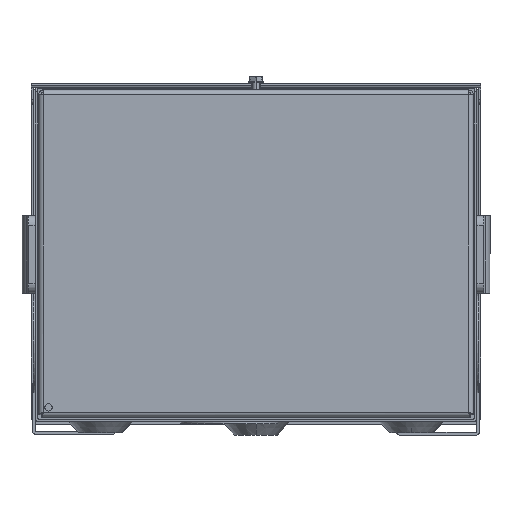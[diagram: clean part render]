
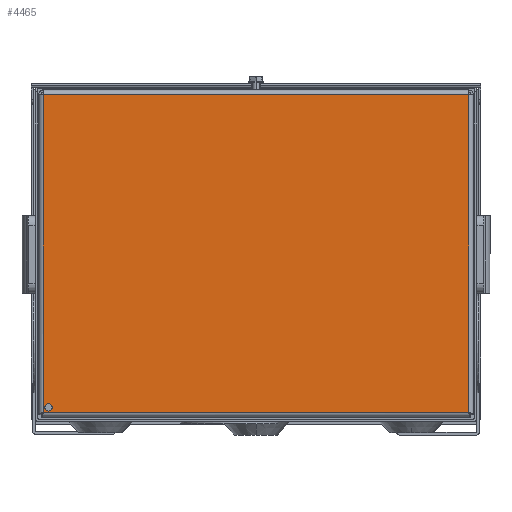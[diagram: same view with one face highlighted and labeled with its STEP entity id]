
A CAD part, front view. The second image highlights one B-rep face of the part: STEP entity #4465.
In plain terms, the highlighted planar face has unit normal (0, -1, 0).
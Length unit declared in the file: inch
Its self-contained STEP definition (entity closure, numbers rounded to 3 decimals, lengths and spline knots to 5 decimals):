
#125 = DIRECTION ( 'NONE',  ( 0., 1., 0. ) ) ;
#193 = CARTESIAN_POINT ( 'NONE',  ( -5.3478, -15.4973, 0.37172 ) ) ;
#194 = VERTEX_POINT ( 'NONE', #10258 ) ;
#240 = VECTOR ( 'NONE', #8728, 39.37008 ) ;
#547 = VERTEX_POINT ( 'NONE', #1123 ) ;
#1123 = CARTESIAN_POINT ( 'NONE',  ( -5.3478, -15.4973, 0.27797 ) ) ;
#1167 = VECTOR ( 'NONE', #4573, 39.37008 ) ;
#1181 = CARTESIAN_POINT ( 'NONE',  ( -5.4782, -15.4973, 0.24132 ) ) ;
#1272 = ORIENTED_EDGE ( 'NONE', *, *, #7908, .T. ) ;
#1509 = EDGE_CURVE ( 'NONE', #5185, #547, #2210, .T. ) ;
#1582 = PLANE ( 'NONE',  #2113 ) ;
#1657 = ORIENTED_EDGE ( 'NONE', *, *, #1509, .T. ) ;
#1817 = CARTESIAN_POINT ( 'NONE',  ( 5.4782, -15.4973, 8.49132 ) ) ;
#2113 = AXIS2_PLACEMENT_3D ( 'NONE', #9567, #125, #10454 ) ;
#2210 = CIRCLE ( 'NONE', #8426, 0.09375 ) ;
#2450 = EDGE_CURVE ( 'NONE', #6621, #194, #5835, .T. ) ;
#2683 = CARTESIAN_POINT ( 'NONE',  ( -5.5978, -15.4973, 8.43152 ) ) ;
#2936 = VECTOR ( 'NONE', #3639, 39.37008 ) ;
#2944 = EDGE_CURVE ( 'NONE', #9240, #8313, #3689, .T. ) ;
#2978 = EDGE_CURVE ( 'NONE', #8313, #6621, #9521, .T. ) ;
#3639 = DIRECTION ( 'NONE',  ( 0., 0., 1. ) ) ;
#3689 = LINE ( 'NONE', #4415, #2936 ) ;
#3861 = ORIENTED_EDGE ( 'NONE', *, *, #2978, .F. ) ;
#4415 = CARTESIAN_POINT ( 'NONE',  ( -5.4782, -15.4973, 8.49132 ) ) ;
#4465 = ADVANCED_FACE ( 'NONE', ( #6632, #5806 ), #1582, .F. ) ;
#4470 = CIRCLE ( 'NONE', #4997, 0.09375 ) ;
#4573 = DIRECTION ( 'NONE',  ( 1., 0., 0. ) ) ;
#4997 = AXIS2_PLACEMENT_3D ( 'NONE', #7749, #6858, #7163 ) ;
#5185 = VERTEX_POINT ( 'NONE', #8958 ) ;
#5806 = FACE_BOUND ( 'NONE', #9897, .T. ) ;
#5835 = LINE ( 'NONE', #1817, #5962 ) ;
#5962 = VECTOR ( 'NONE', #7554, 39.37008 ) ;
#6148 = DIRECTION ( 'NONE',  ( 0., 0., 1. ) ) ;
#6621 = VERTEX_POINT ( 'NONE', #7780 ) ;
#6632 = FACE_OUTER_BOUND ( 'NONE', #9029, .T. ) ;
#6858 = DIRECTION ( 'NONE',  ( 0., 1., 0. ) ) ;
#7163 = DIRECTION ( 'NONE',  ( 0., 0., 1. ) ) ;
#7554 = DIRECTION ( 'NONE',  ( 0., 0., -1. ) ) ;
#7607 = ORIENTED_EDGE ( 'NONE', *, *, #2450, .F. ) ;
#7749 = CARTESIAN_POINT ( 'NONE',  ( -5.3478, -15.4973, 0.37172 ) ) ;
#7780 = CARTESIAN_POINT ( 'NONE',  ( 5.4782, -15.4973, 8.43152 ) ) ;
#7885 = CARTESIAN_POINT ( 'NONE',  ( -5.4782, -15.4973, 8.43152 ) ) ;
#7908 = EDGE_CURVE ( 'NONE', #547, #5185, #4470, .T. ) ;
#8313 = VERTEX_POINT ( 'NONE', #7885 ) ;
#8417 = ORIENTED_EDGE ( 'NONE', *, *, #2944, .F. ) ;
#8426 = AXIS2_PLACEMENT_3D ( 'NONE', #193, #10366, #6148 ) ;
#8503 = CARTESIAN_POINT ( 'NONE',  ( -5.5978, -15.4973, 0.24132 ) ) ;
#8728 = DIRECTION ( 'NONE',  ( -1., 0., 0. ) ) ;
#8958 = CARTESIAN_POINT ( 'NONE',  ( -5.3478, -15.4973, 0.46547 ) ) ;
#9029 = EDGE_LOOP ( 'NONE', ( #3861, #8417, #9784, #7607 ) ) ;
#9240 = VERTEX_POINT ( 'NONE', #1181 ) ;
#9421 = EDGE_CURVE ( 'NONE', #194, #9240, #10344, .T. ) ;
#9521 = LINE ( 'NONE', #2683, #1167 ) ;
#9567 = CARTESIAN_POINT ( 'NONE',  ( -5.5978, -15.4973, 8.49132 ) ) ;
#9784 = ORIENTED_EDGE ( 'NONE', *, *, #9421, .F. ) ;
#9897 = EDGE_LOOP ( 'NONE', ( #1657, #1272 ) ) ;
#10258 = CARTESIAN_POINT ( 'NONE',  ( 5.4782, -15.4973, 0.24132 ) ) ;
#10344 = LINE ( 'NONE', #8503, #240 ) ;
#10366 = DIRECTION ( 'NONE',  ( 0., 1., 0. ) ) ;
#10454 = DIRECTION ( 'NONE',  ( 0., 0., -1. ) ) ;
